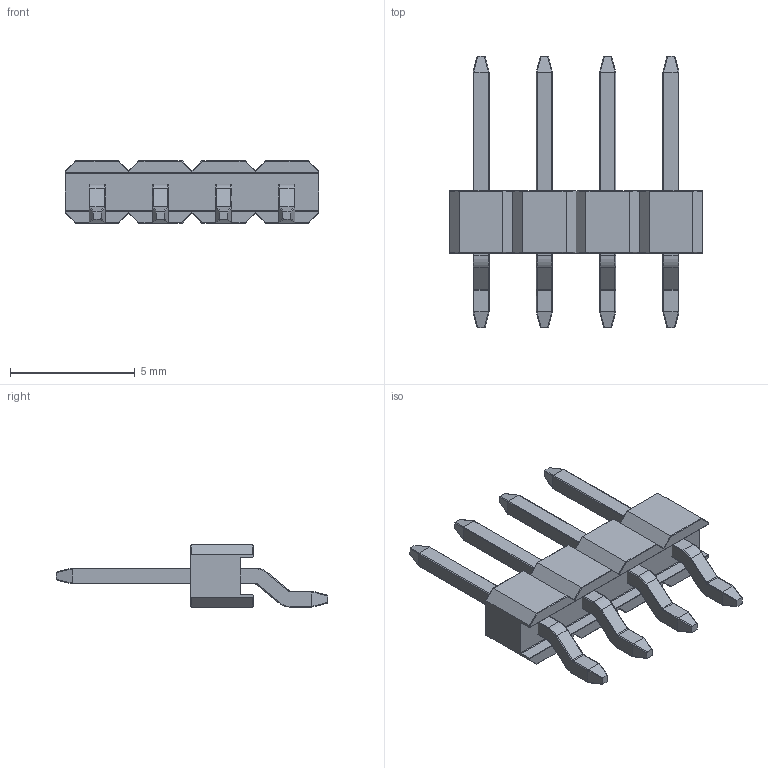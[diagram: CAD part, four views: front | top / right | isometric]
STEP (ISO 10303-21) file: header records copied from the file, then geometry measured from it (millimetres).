
FILE_DESCRIPTION (( 'STEP AP214' ), '1' );
FILE_NAME ('User Library-BG301-04-A-0540-L-B 2.54mm SMD Header v8.STEP', '2021-03-17T06:32:07', ( '' ), ( '' ), 'SwSTEP 2.0', 'SolidWorks 2020', '' );
FILE_SCHEMA (( 'AUTOMOTIVE_DESIGN' ));
Length unit declared in the file: millimetre
Products named in the file (1): User Library-BG301-04-A-0540-L-B 2.54mm SMD Header v8
Bounding box: 10.16 x 10.9 x 2.5 mm (x, y, z)
Volume: 70.1 mm3; surface area: 232.2 mm2
Topology: 5 solids, 5 shells, 284 faces, 714 edges, 440 vertices
Faces by surface type: plane 156, cylinder 96, bspline 32
Entity records: 8780 total; most frequent: CARTESIAN_POINT 2399, ORIENTED_EDGE 1428, DIRECTION 1156, EDGE_CURVE 714, VECTOR 458, LINE 458, VERTEX_POINT 440, AXIS2_PLACEMENT_3D 349
